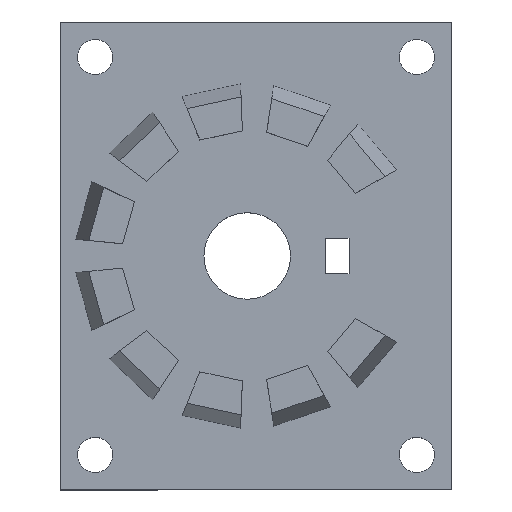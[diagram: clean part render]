
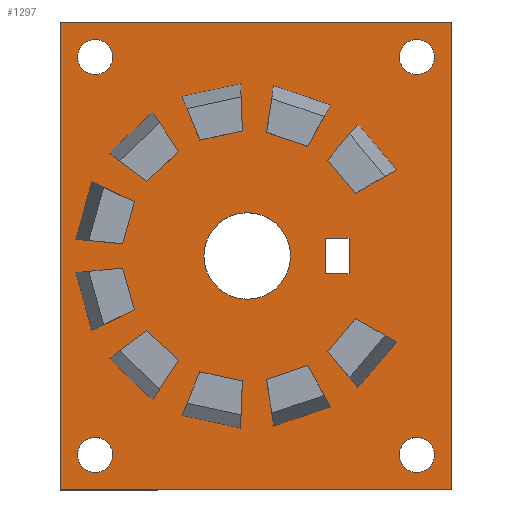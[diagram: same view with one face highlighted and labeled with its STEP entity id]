
A CAD part, top view. The second image highlights one B-rep face of the part: STEP entity #1297.
In plain terms, the highlighted face is planar.
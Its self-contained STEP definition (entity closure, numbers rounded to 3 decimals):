
#17=FACE_BOUND('',#220,.T.);
#18=FACE_BOUND('',#221,.T.);
#19=FACE_BOUND('',#222,.T.);
#20=FACE_BOUND('',#223,.T.);
#21=FACE_BOUND('',#224,.T.);
#22=FACE_BOUND('',#225,.T.);
#31=CIRCLE('',#1396,3.7);
#32=CIRCLE('',#1397,3.7);
#35=CIRCLE('',#1402,1.5);
#36=CIRCLE('',#1403,1.5);
#39=CIRCLE('',#1407,1.5);
#40=CIRCLE('',#1408,1.5);
#41=CIRCLE('',#1410,1.5);
#42=CIRCLE('',#1411,1.5);
#43=CIRCLE('',#1412,1.5);
#44=CIRCLE('',#1413,1.5);
#144=FACE_OUTER_BOUND('',#219,.T.);
#219=EDGE_LOOP('',(#1099,#1100,#1101,#1102));
#220=EDGE_LOOP('',(#1103,#1104));
#221=EDGE_LOOP('',(#1105,#1106,#1107,#1108));
#222=EDGE_LOOP('',(#1109,#1110));
#223=EDGE_LOOP('',(#1111,#1112));
#224=EDGE_LOOP('',(#1113,#1114));
#225=EDGE_LOOP('',(#1115,#1116));
#358=LINE('',#2035,#507);
#362=LINE('',#2043,#511);
#365=LINE('',#2049,#514);
#368=LINE('',#2054,#517);
#372=LINE('',#2071,#521);
#377=LINE('',#2097,#526);
#378=LINE('',#2099,#527);
#379=LINE('',#2100,#528);
#507=VECTOR('',#1671,2.);
#511=VECTOR('',#1677,3.);
#514=VECTOR('',#1682,2.);
#517=VECTOR('',#1687,3.);
#521=VECTOR('',#1703,40.);
#526=VECTOR('',#1730,61.);
#527=VECTOR('',#1731,10.);
#528=VECTOR('',#1732,61.);
#616=VERTEX_POINT('',#2033);
#617=VERTEX_POINT('',#2034);
#620=VERTEX_POINT('',#2042);
#622=VERTEX_POINT('',#2048);
#626=VERTEX_POINT('',#2061);
#627=VERTEX_POINT('',#2063);
#629=VERTEX_POINT('',#2068);
#630=VERTEX_POINT('',#2070);
#634=VERTEX_POINT('',#2080);
#635=VERTEX_POINT('',#2082);
#638=VERTEX_POINT('',#2090);
#639=VERTEX_POINT('',#2092);
#640=VERTEX_POINT('',#2096);
#641=VERTEX_POINT('',#2098);
#642=VERTEX_POINT('',#2101);
#643=VERTEX_POINT('',#2102);
#644=VERTEX_POINT('',#2105);
#645=VERTEX_POINT('',#2106);
#772=EDGE_CURVE('',#616,#617,#358,.T.);
#776=EDGE_CURVE('',#617,#620,#362,.T.);
#779=EDGE_CURVE('',#620,#622,#365,.T.);
#782=EDGE_CURVE('',#622,#616,#368,.T.);
#787=EDGE_CURVE('',#626,#627,#31,.T.);
#788=EDGE_CURVE('',#627,#626,#32,.T.);
#790=EDGE_CURVE('',#629,#630,#372,.T.);
#796=EDGE_CURVE('',#635,#634,#35,.F.);
#797=EDGE_CURVE('',#634,#635,#36,.F.);
#801=EDGE_CURVE('',#639,#638,#39,.F.);
#802=EDGE_CURVE('',#638,#639,#40,.F.);
#803=EDGE_CURVE('',#629,#640,#377,.T.);
#804=EDGE_CURVE('',#640,#641,#378,.T.);
#805=EDGE_CURVE('',#641,#630,#379,.T.);
#806=EDGE_CURVE('',#642,#643,#41,.F.);
#807=EDGE_CURVE('',#643,#642,#42,.F.);
#808=EDGE_CURVE('',#644,#645,#43,.F.);
#809=EDGE_CURVE('',#645,#644,#44,.F.);
#1099=ORIENTED_EDGE('',*,*,#803,.T.);
#1100=ORIENTED_EDGE('',*,*,#804,.T.);
#1101=ORIENTED_EDGE('',*,*,#805,.T.);
#1102=ORIENTED_EDGE('',*,*,#790,.F.);
#1103=ORIENTED_EDGE('',*,*,#788,.F.);
#1104=ORIENTED_EDGE('',*,*,#787,.F.);
#1105=ORIENTED_EDGE('',*,*,#782,.F.);
#1106=ORIENTED_EDGE('',*,*,#779,.F.);
#1107=ORIENTED_EDGE('',*,*,#776,.F.);
#1108=ORIENTED_EDGE('',*,*,#772,.F.);
#1109=ORIENTED_EDGE('',*,*,#796,.T.);
#1110=ORIENTED_EDGE('',*,*,#797,.T.);
#1111=ORIENTED_EDGE('',*,*,#801,.T.);
#1112=ORIENTED_EDGE('',*,*,#802,.T.);
#1113=ORIENTED_EDGE('',*,*,#806,.T.);
#1114=ORIENTED_EDGE('',*,*,#807,.T.);
#1115=ORIENTED_EDGE('',*,*,#808,.T.);
#1116=ORIENTED_EDGE('',*,*,#809,.T.);
#1224=PLANE('',#1409);
#1297=ADVANCED_FACE('',(#144,#17,#18,#19,#20,#21,#22),#1224,.T.);
#1396=AXIS2_PLACEMENT_3D('',#2064,#1696,#1697);
#1397=AXIS2_PLACEMENT_3D('',#2065,#1698,#1699);
#1402=AXIS2_PLACEMENT_3D('',#2083,#1713,#1714);
#1403=AXIS2_PLACEMENT_3D('',#2084,#1715,#1716);
#1407=AXIS2_PLACEMENT_3D('',#2093,#1724,#1725);
#1408=AXIS2_PLACEMENT_3D('',#2094,#1726,#1727);
#1409=AXIS2_PLACEMENT_3D('',#2095,#1728,#1729);
#1410=AXIS2_PLACEMENT_3D('',#2103,#1733,#1734);
#1411=AXIS2_PLACEMENT_3D('',#2104,#1735,#1736);
#1412=AXIS2_PLACEMENT_3D('',#2107,#1737,#1738);
#1413=AXIS2_PLACEMENT_3D('',#2108,#1739,#1740);
#1671=DIRECTION('',(-1.,0.,0.));
#1677=DIRECTION('',(0.,0.,1.));
#1682=DIRECTION('',(1.,0.,0.));
#1687=DIRECTION('',(0.,0.,-1.));
#1696=DIRECTION('center_axis',(0.,1.,0.));
#1697=DIRECTION('ref_axis',(0.,0.,1.));
#1698=DIRECTION('center_axis',(0.,1.,0.));
#1699=DIRECTION('ref_axis',(0.,0.,1.));
#1703=DIRECTION('',(0.,0.,1.));
#1713=DIRECTION('center_axis',(0.,1.,0.));
#1714=DIRECTION('ref_axis',(0.,0.,1.));
#1715=DIRECTION('center_axis',(0.,1.,0.));
#1716=DIRECTION('ref_axis',(0.,0.,1.));
#1724=DIRECTION('center_axis',(0.,1.,0.));
#1725=DIRECTION('ref_axis',(0.,0.,1.));
#1726=DIRECTION('center_axis',(0.,1.,0.));
#1727=DIRECTION('ref_axis',(0.,0.,1.));
#1728=DIRECTION('center_axis',(0.,1.,0.));
#1729=DIRECTION('ref_axis',(0.,0.,1.));
#1730=DIRECTION('',(-1.,0.,0.));
#1731=DIRECTION('',(0.,0.,1.));
#1732=DIRECTION('',(1.,0.,0.));
#1733=DIRECTION('center_axis',(0.,1.,0.));
#1734=DIRECTION('ref_axis',(0.,0.,1.));
#1735=DIRECTION('center_axis',(0.,1.,0.));
#1736=DIRECTION('ref_axis',(0.,0.,1.));
#1737=DIRECTION('center_axis',(0.,1.,0.));
#1738=DIRECTION('ref_axis',(0.,0.,1.));
#1739=DIRECTION('center_axis',(0.,1.,0.));
#1740=DIRECTION('ref_axis',(0.,0.,1.));
#2033=CARTESIAN_POINT('',(17.2,3.,-1.5));
#2034=CARTESIAN_POINT('',(15.2,3.,-1.5));
#2035=CARTESIAN_POINT('',(17.2,3.,-1.5));
#2042=CARTESIAN_POINT('',(15.2,3.,1.5));
#2043=CARTESIAN_POINT('',(15.2,3.,-1.5));
#2048=CARTESIAN_POINT('',(17.2,3.,1.5));
#2049=CARTESIAN_POINT('',(15.2,3.,1.5));
#2054=CARTESIAN_POINT('',(17.2,3.,1.5));
#2061=CARTESIAN_POINT('',(8.5,3.,-3.7));
#2063=CARTESIAN_POINT('',(8.5,3.,3.7));
#2064=CARTESIAN_POINT('Origin',(8.5,3.,0.));
#2065=CARTESIAN_POINT('Origin',(8.5,3.,0.));
#2068=CARTESIAN_POINT('',(26.,3.,-20.));
#2070=CARTESIAN_POINT('',(26.,3.,20.));
#2071=CARTESIAN_POINT('',(26.,3.,-20.));
#2080=CARTESIAN_POINT('',(23.,3.,15.5));
#2082=CARTESIAN_POINT('',(23.,3.,18.5));
#2083=CARTESIAN_POINT('Origin',(23.,3.,17.));
#2084=CARTESIAN_POINT('Origin',(23.,3.,17.));
#2090=CARTESIAN_POINT('',(23.,3.,-18.5));
#2092=CARTESIAN_POINT('',(23.,3.,-15.5));
#2093=CARTESIAN_POINT('Origin',(23.,3.,-17.));
#2094=CARTESIAN_POINT('Origin',(23.,3.,-17.));
#2095=CARTESIAN_POINT('Origin',(62.5,3.,0.));
#2096=CARTESIAN_POINT('',(-7.5,3.,-20.));
#2097=CARTESIAN_POINT('',(53.5,3.,-20.));
#2098=CARTESIAN_POINT('',(-7.5,3.,20.));
#2099=CARTESIAN_POINT('',(-7.5,3.,10.));
#2100=CARTESIAN_POINT('',(-35.,3.,20.));
#2101=CARTESIAN_POINT('',(-4.5,3.,18.5));
#2102=CARTESIAN_POINT('',(-4.5,3.,15.5));
#2103=CARTESIAN_POINT('Origin',(-4.5,3.,17.));
#2104=CARTESIAN_POINT('Origin',(-4.5,3.,17.));
#2105=CARTESIAN_POINT('',(-4.5,3.,-15.5));
#2106=CARTESIAN_POINT('',(-4.5,3.,-18.5));
#2107=CARTESIAN_POINT('Origin',(-4.5,3.,-17.));
#2108=CARTESIAN_POINT('Origin',(-4.5,3.,-17.));
